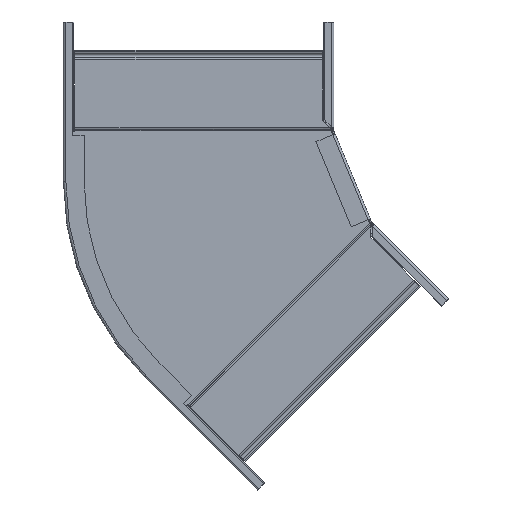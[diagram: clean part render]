
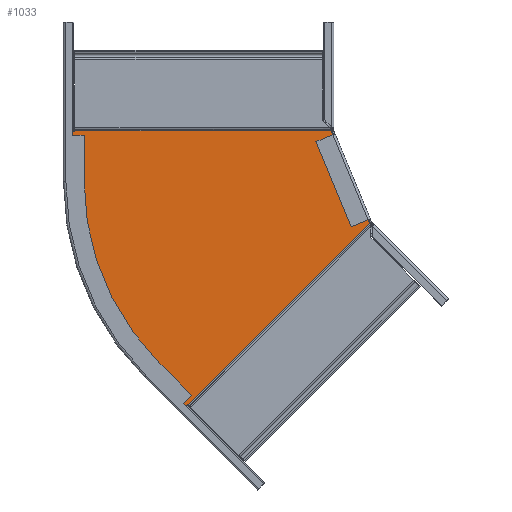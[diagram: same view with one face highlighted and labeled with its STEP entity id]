
A CAD part, front view. The second image highlights one B-rep face of the part: STEP entity #1033.
In plain terms, the highlighted planar face has unit normal (0, -1, 0).
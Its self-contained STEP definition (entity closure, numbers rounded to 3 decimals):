
#31 = ORIENTED_EDGE ( 'NONE', *, *, #5174, .T. ) ;
#36 = CARTESIAN_POINT ( 'NONE',  ( -13.639, -0.75, 32.928 ) ) ;
#187 = LINE ( 'NONE', #3217, #5264 ) ;
#206 = CARTESIAN_POINT ( 'NONE',  ( -148.073, -0.75, -143.452 ) ) ;
#207 = DIRECTION ( 'NONE',  ( 0., 0., -1. ) ) ;
#378 = CARTESIAN_POINT ( 'NONE',  ( -13.639, -0.75, 33.603 ) ) ;
#379 = CARTESIAN_POINT ( 'NONE',  ( -80.76, -0.75, -201.573 ) ) ;
#448 = ORIENTED_EDGE ( 'NONE', *, *, #2525, .F. ) ;
#501 = CARTESIAN_POINT ( 'NONE',  ( -122.479, -0.75, -169.046 ) ) ;
#546 = AXIS2_PLACEMENT_3D ( 'NONE', #4404, #4325, #4843 ) ;
#655 = EDGE_LOOP ( 'NONE', ( #5183, #5250, #31, #4935, #448, #3605, #4505, #4156, #1562, #3578, #4949, #3587 ) ) ;
#694 = CARTESIAN_POINT ( 'NONE',  ( -122.479, -0.75, -169.046 ) ) ;
#781 = DIRECTION ( 'NONE',  ( -1., 0., 0. ) ) ;
#840 = CIRCLE ( 'NONE', #5240, 198.25 ) ;
#942 = CARTESIAN_POINT ( 'NONE',  ( -206.139, -0.75, -3.268 ) ) ;
#944 = DIRECTION ( 'NONE',  ( -0.707, 0., 0.707 ) ) ;
#963 = PLANE ( 'NONE',  #546 ) ;
#1007 = VERTEX_POINT ( 'NONE', #4809 ) ;
#1033 = ADVANCED_FACE ( 'NONE', ( #2233 ), #963, .T. ) ;
#1143 = VECTOR ( 'NONE', #1915, 1000. ) ;
#1202 = CARTESIAN_POINT ( 'NONE',  ( 14.117, -0.75, -33.405 ) ) ;
#1369 = CARTESIAN_POINT ( 'NONE',  ( -206.139, -0.75, -3.268 ) ) ;
#1379 = VECTOR ( 'NONE', #2847, 1000. ) ;
#1444 = VERTEX_POINT ( 'NONE', #4582 ) ;
#1552 = LINE ( 'NONE', #694, #2396 ) ;
#1562 = ORIENTED_EDGE ( 'NONE', *, *, #4736, .F. ) ;
#1568 = VECTOR ( 'NONE', #944, 1000. ) ;
#1610 = LINE ( 'NONE', #379, #5277 ) ;
#1617 = CARTESIAN_POINT ( 'NONE',  ( -7.889, -0.75, 33.603 ) ) ;
#1867 = LINE ( 'NONE', #2327, #1568 ) ;
#1915 = DIRECTION ( 'NONE',  ( -1., 0., 0. ) ) ;
#1992 = VECTOR ( 'NONE', #4887, 1000. ) ;
#2152 = LINE ( 'NONE', #1617, #4368 ) ;
#2233 = FACE_OUTER_BOUND ( 'NONE', #655, .T. ) ;
#2274 = CARTESIAN_POINT ( 'NONE',  ( -199.639, -0.75, 33.603 ) ) ;
#2327 = CARTESIAN_POINT ( 'NONE',  ( 13.639, -0.75, -32.928 ) ) ;
#2394 = CARTESIAN_POINT ( 'NONE',  ( -199.639, -0.75, 85.428 ) ) ;
#2396 = VECTOR ( 'NONE', #5435, 1000. ) ;
#2503 = EDGE_CURVE ( 'NONE', #4240, #3873, #2152, .T. ) ;
#2518 = DIRECTION ( 'NONE',  ( -0.707, 0., 0.707 ) ) ;
#2523 = CARTESIAN_POINT ( 'NONE',  ( 18.183, -0.75, -29.339 ) ) ;
#2525 = EDGE_CURVE ( 'NONE', #2884, #3372, #3565, .T. ) ;
#2552 = LINE ( 'NONE', #36, #2834 ) ;
#2647 = CARTESIAN_POINT ( 'NONE',  ( -206.139, -0.75, 32.928 ) ) ;
#2795 = CARTESIAN_POINT ( 'NONE',  ( -13.639, -0.75, 32.928 ) ) ;
#2820 = LINE ( 'NONE', #2394, #1379 ) ;
#2834 = VECTOR ( 'NONE', #4303, 1000. ) ;
#2847 = DIRECTION ( 'NONE',  ( 0., 0., -1. ) ) ;
#2884 = VERTEX_POINT ( 'NONE', #1369 ) ;
#2920 = LINE ( 'NONE', #2523, #3341 ) ;
#3139 = EDGE_CURVE ( 'NONE', #4240, #4437, #2552, .T. ) ;
#3167 = CARTESIAN_POINT ( 'NONE',  ( 13.639, -0.75, -32.928 ) ) ;
#3213 = VERTEX_POINT ( 'NONE', #3167 ) ;
#3217 = CARTESIAN_POINT ( 'NONE',  ( -148.073, -0.75, -143.452 ) ) ;
#3241 = EDGE_CURVE ( 'NONE', #3632, #3213, #1867, .T. ) ;
#3249 = CARTESIAN_POINT ( 'NONE',  ( -117.883, -0.75, -164.449 ) ) ;
#3341 = VECTOR ( 'NONE', #4620, 1000. ) ;
#3362 = VERTEX_POINT ( 'NONE', #3249 ) ;
#3372 = VERTEX_POINT ( 'NONE', #2647 ) ;
#3468 = CARTESIAN_POINT ( 'NONE',  ( -206.139, -0.75, 32.928 ) ) ;
#3565 = LINE ( 'NONE', #942, #5523 ) ;
#3578 = ORIENTED_EDGE ( 'NONE', *, *, #5556, .F. ) ;
#3587 = ORIENTED_EDGE ( 'NONE', *, *, #5479, .F. ) ;
#3605 = ORIENTED_EDGE ( 'NONE', *, *, #5038, .F. ) ;
#3612 = LINE ( 'NONE', #5317, #1992 ) ;
#3632 = VERTEX_POINT ( 'NONE', #1202 ) ;
#3873 = VERTEX_POINT ( 'NONE', #2274 ) ;
#3899 = VERTEX_POINT ( 'NONE', #501 ) ;
#4034 = EDGE_CURVE ( 'NONE', #4440, #3899, #187, .T. ) ;
#4061 = DIRECTION ( 'NONE',  ( 0., 1., 0. ) ) ;
#4090 = DIRECTION ( 'NONE',  ( 0.707, 0., -0.707 ) ) ;
#4156 = ORIENTED_EDGE ( 'NONE', *, *, #4221, .F. ) ;
#4221 = EDGE_CURVE ( 'NONE', #3362, #3899, #1552, .T. ) ;
#4240 = VERTEX_POINT ( 'NONE', #378 ) ;
#4303 = DIRECTION ( 'NONE',  ( 0., 0., -1. ) ) ;
#4325 = DIRECTION ( 'NONE',  ( 0., -1., 0. ) ) ;
#4368 = VECTOR ( 'NONE', #781, 1000. ) ;
#4404 = CARTESIAN_POINT ( 'NONE',  ( -7.889, -0.75, -3.268 ) ) ;
#4420 = EDGE_CURVE ( 'NONE', #1007, #3372, #5148, .T. ) ;
#4437 = VERTEX_POINT ( 'NONE', #2795 ) ;
#4440 = VERTEX_POINT ( 'NONE', #206 ) ;
#4505 = ORIENTED_EDGE ( 'NONE', *, *, #4034, .T. ) ;
#4582 = CARTESIAN_POINT ( 'NONE',  ( -117.405, -0.75, -164.927 ) ) ;
#4620 = DIRECTION ( 'NONE',  ( -0.707, 0., -0.707 ) ) ;
#4736 = EDGE_CURVE ( 'NONE', #1444, #3362, #1610, .T. ) ;
#4809 = CARTESIAN_POINT ( 'NONE',  ( -199.639, -0.75, 32.928 ) ) ;
#4843 = DIRECTION ( 'NONE',  ( 0., 0., -1. ) ) ;
#4887 = DIRECTION ( 'NONE',  ( 0.383, 0., -0.924 ) ) ;
#4935 = ORIENTED_EDGE ( 'NONE', *, *, #4420, .T. ) ;
#4949 = ORIENTED_EDGE ( 'NONE', *, *, #3241, .T. ) ;
#5038 = EDGE_CURVE ( 'NONE', #4440, #2884, #840, .T. ) ;
#5148 = LINE ( 'NONE', #3468, #1143 ) ;
#5174 = EDGE_CURVE ( 'NONE', #3873, #1007, #2820, .T. ) ;
#5183 = ORIENTED_EDGE ( 'NONE', *, *, #3139, .F. ) ;
#5240 = AXIS2_PLACEMENT_3D ( 'NONE', #5294, #4061, #207 ) ;
#5250 = ORIENTED_EDGE ( 'NONE', *, *, #2503, .T. ) ;
#5264 = VECTOR ( 'NONE', #4090, 1000. ) ;
#5277 = VECTOR ( 'NONE', #2518, 1000. ) ;
#5294 = CARTESIAN_POINT ( 'NONE',  ( -7.889, -0.75, -3.268 ) ) ;
#5306 = DIRECTION ( 'NONE',  ( 0., 0., 1. ) ) ;
#5317 = CARTESIAN_POINT ( 'NONE',  ( -8.802, -0.75, 21.249 ) ) ;
#5435 = DIRECTION ( 'NONE',  ( -0.707, 0., -0.707 ) ) ;
#5479 = EDGE_CURVE ( 'NONE', #4437, #3213, #3612, .T. ) ;
#5523 = VECTOR ( 'NONE', #5306, 1000. ) ;
#5556 = EDGE_CURVE ( 'NONE', #3632, #1444, #2920, .T. ) ;
